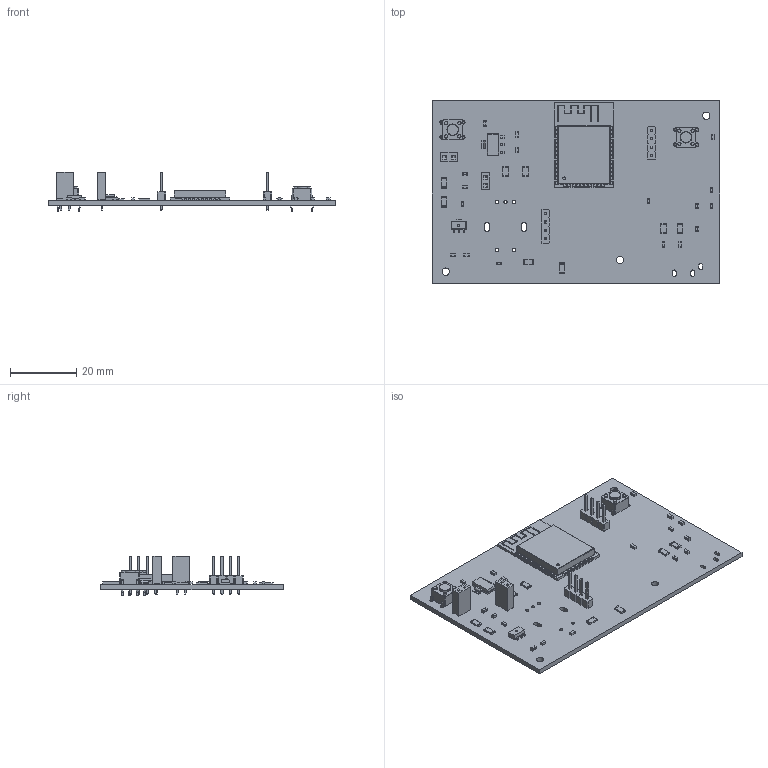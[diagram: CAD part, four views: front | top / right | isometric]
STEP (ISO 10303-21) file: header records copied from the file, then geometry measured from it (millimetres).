
FILE_DESCRIPTION(('KiCad electronic assembly'),'2;1');
FILE_NAME('bluetooth-transmitter.step','2025-05-09T16:40:55',('Pcbnew'), ('Kicad'),'Open CASCADE STEP processor 7.6','KiCad to STEP converter', 'Unknown');
FILE_SCHEMA(('AUTOMOTIVE_DESIGN { 1 0 10303 214 1 1 1 1 }'));
Length unit declared in the file: millimetre
Products named in the file (11): bluetooth-transmitter 1; PinHeader_1x04_P2.54mm_Vertical; C_0603_1608Metric; R_1206_3216Metric; SOT-223; PinSocket_1x02_P2.54mm_Vertical; SOT-89-3; bluetooth-transmitter 1.22.1; ESP32-WROOM-32; SW_PUSH_6mm_H4.3mm; bluetooth-transmitter_PCB
Assembly tree (36 placements, depth 3):
  bluetooth-transmitter 1
    PinHeader_1x04_P2.54mm_Vertical  x2
    C_0603_1608Metric  x17
    R_1206_3216Metric  x8
    SOT-223
    PinSocket_1x02_P2.54mm_Vertical  x2
    SOT-89-3
      bluetooth-transmitter 1.22.1
    ESP32-WROOM-32
    SW_PUSH_6mm_H4.3mm  x2
    bluetooth-transmitter_PCB
Bounding box: 86.5 x 55 x 12.04 mm (x, y, z)
Volume: 8846.5 mm3; surface area: 12855.1 mm2
Topology: 39 solids, 40 shells, 2155 faces, 5553 edges, 3546 vertices
Faces by surface type: plane 1630, cylinder 503, bspline 16, sphere 4, torus 2
Full cylindrical faces by diameter (mm): 0.4 x12, 0.7 x1, 0.8 x2, 1 x25, 1.1 x8, 2.2 x3, 3.5 x2
Entity records: 38171 total; most frequent: CARTESIAN_POINT 6644, ORIENTED_EDGE 6492, DIRECTION 6444, EDGE_CURVE 3246, LINE 2574, VECTOR 2574, VERTEX_POINT 2039, AXIS2_PLACEMENT_3D 1935
